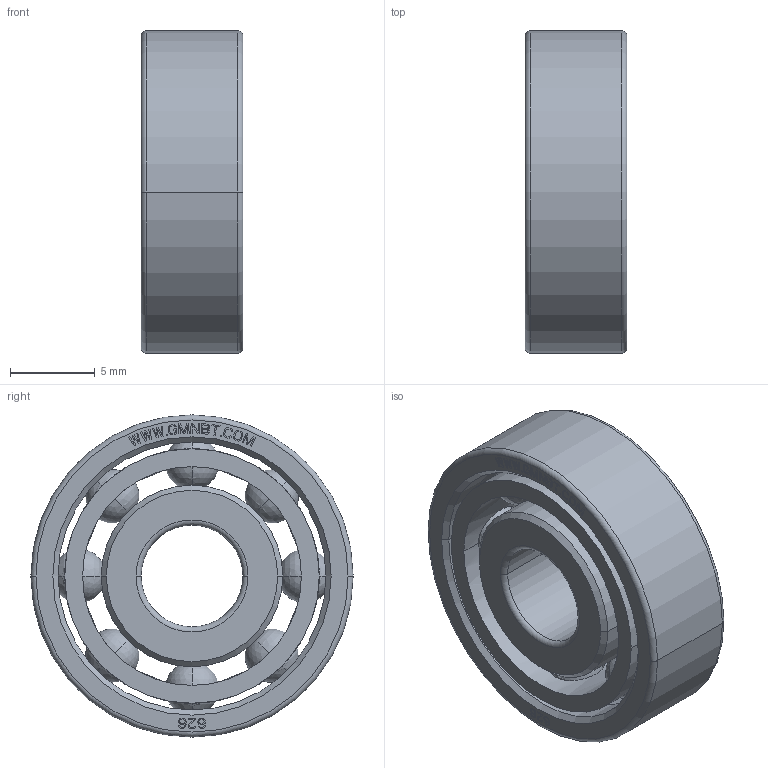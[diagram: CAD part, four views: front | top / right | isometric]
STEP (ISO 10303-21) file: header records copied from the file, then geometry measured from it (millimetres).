
FILE_DESCRIPTION((''),'2;1');
FILE_NAME('626_PRT','2014-11-17T',('sales 4'),(''),'PRO/ENGINEER BY PARAMETRIC TECHNOLOGY CORPORATION, 2013150','PRO/ENGINEER BY PARAMETRIC TECHNOLOGY CORPORATION, 2013150','');
FILE_SCHEMA(('AUTOMOTIVE_DESIGN { 1 0 10303 214 1 1 1 1 }'));
Length unit declared in the file: millimetre
Products named in the file (1): 626_PRT
Bounding box: 6.01 x 19 x 19 mm (x, y, z)
Volume: 1174.6 mm3; surface area: 2032 mm2
Topology: 11 solids, 11 shells, 501 faces, 1402 edges, 908 vertices
Faces by surface type: plane 433, cylinder 32, sphere 16, torus 12, cone 8
Entity records: 21327 total; most frequent: CARTESIAN_POINT 4083, ORIENTED_EDGE 2740, DIRECTION 2416, PRESENTATION_STYLE_ASSIGNMENT 1403, STYLED_ITEM 1381, CURVE_STYLE 1370, EDGE_CURVE 1370, VECTOR 1262
